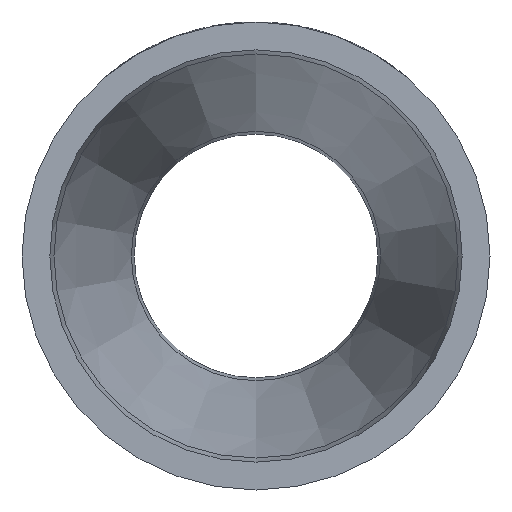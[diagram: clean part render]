
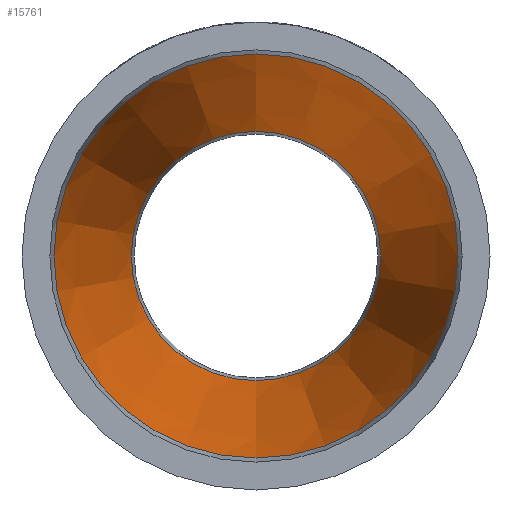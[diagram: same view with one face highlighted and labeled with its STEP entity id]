
A CAD part, front view. The second image highlights one B-rep face of the part: STEP entity #15761.
In plain terms, the highlighted conical face has half-angle 10.979 degrees and reference radius 11.612 mm.
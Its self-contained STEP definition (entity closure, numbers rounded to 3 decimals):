
#83 = CARTESIAN_POINT ( 'NONE',  ( 0., 41.226, -11.612 ) ) ;
#220 = DIRECTION ( 'NONE',  ( 0., -1., 0. ) ) ;
#366 = VERTEX_POINT ( 'NONE', #83 ) ;
#1284 = CIRCLE ( 'NONE', #15122, 11.612 ) ;
#3251 = EDGE_CURVE ( 'NONE', #366, #366, #1284, .T. ) ;
#3529 = DIRECTION ( 'NONE',  ( 0., 0., -1. ) ) ;
#3621 = FACE_BOUND ( 'NONE', #11856, .T. ) ;
#5332 = ORIENTED_EDGE ( 'NONE', *, *, #16804, .F. ) ;
#6524 = VERTEX_POINT ( 'NONE', #17711 ) ;
#6612 = EDGE_LOOP ( 'NONE', ( #17433 ) ) ;
#7005 = AXIS2_PLACEMENT_3D ( 'NONE', #18230, #12064, #3529 ) ;
#9161 = DIRECTION ( 'NONE',  ( 0., 0., -1. ) ) ;
#10541 = FACE_OUTER_BOUND ( 'NONE', #6612, .T. ) ;
#11856 = EDGE_LOOP ( 'NONE', ( #5332 ) ) ;
#11997 = DIRECTION ( 'NONE',  ( 0., -1., 0. ) ) ;
#12064 = DIRECTION ( 'NONE',  ( 0., -1., 0. ) ) ;
#13446 = DIRECTION ( 'NONE',  ( 0., 0., -1. ) ) ;
#13653 = AXIS2_PLACEMENT_3D ( 'NONE', #14839, #11997, #9161 ) ;
#14256 = CIRCLE ( 'NONE', #13653, 7.165 ) ;
#14839 = CARTESIAN_POINT ( 'NONE',  ( 0., 64.151, 0. ) ) ;
#15122 = AXIS2_PLACEMENT_3D ( 'NONE', #17660, #220, #13446 ) ;
#15162 = CONICAL_SURFACE ( 'NONE', #7005, 11.612, 0.192 ) ;
#15761 = ADVANCED_FACE ( 'NONE', ( #3621, #10541 ), #15162, .F. ) ;
#16804 = EDGE_CURVE ( 'NONE', #6524, #6524, #14256, .T. ) ;
#17433 = ORIENTED_EDGE ( 'NONE', *, *, #3251, .T. ) ;
#17660 = CARTESIAN_POINT ( 'NONE',  ( 0., 41.226, 0. ) ) ;
#17711 = CARTESIAN_POINT ( 'NONE',  ( 0., 64.151, -7.165 ) ) ;
#18230 = CARTESIAN_POINT ( 'NONE',  ( 0., 41.226, 0. ) ) ;
